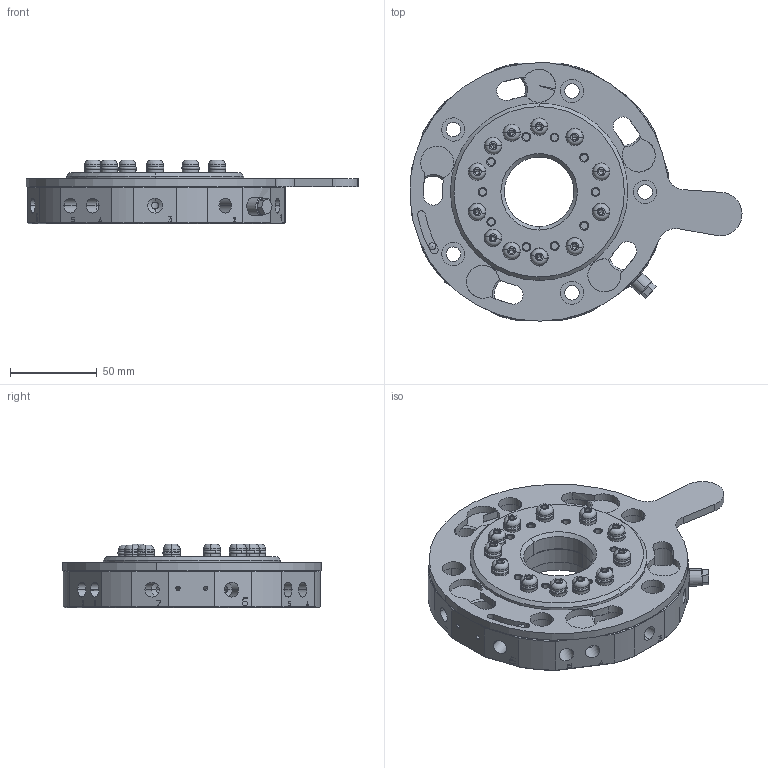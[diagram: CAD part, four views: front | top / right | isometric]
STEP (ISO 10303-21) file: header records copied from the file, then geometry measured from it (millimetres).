
FILE_DESCRIPTION (( 'STEP AP214' ), '1' );
FILE_NAME ('CA.01.01.013.STEP', '2016-06-28T07:53:01', ( '' ), ( '' ), 'SwSTEP 2.0', 'SolidWorks 2012', '' );
FILE_SCHEMA (( 'AUTOMOTIVE_DESIGN' ));
Length unit declared in the file: millimetre
Products named in the file (12): Parte1; 01.01.003.05; EL.GN.33131; ORM.0085.10; ORM.0070.15; 01.01.001.04_Cambio UT 90A_Innesto aria; 01.01.001.08_Cambio UT 90A_vite azzeramento gioco; V-tcei M  5 x 16; Parte4; Parte6; Spina UNI-EN 28734-4x20-A-st. (ex UNI 6364); CA.01.01.013
Assembly tree (53 placements, depth 2):
  CA.01.01.013
    Spina UNI-EN 28734-4x20-A-st. (ex UNI 6364)
    Parte6
    Parte4
    V-tcei M  5 x 16  x10
    01.01.001.08_Cambio UT 90A_vite azzeramento gioco
    01.01.001.04_Cambio UT 90A_Innesto aria  x12
    ORM.0070.15  x12
    ORM.0085.10  x12
    EL.GN.33131
    01.01.003.05
    Parte1
Bounding box: 190.98 x 148.6 x 36.65 mm (x, y, z)
Volume: 364949.4 mm3; surface area: 133280.4 mm2
Topology: 53 solids, 53 shells, 1430 faces, 3336 edges, 2081 vertices
Faces by surface type: cylinder 581, plane 493, cone 241, torus 112, sphere 3
Entity records: 29401 total; most frequent: CARTESIAN_POINT 6513, DIRECTION 4831, ORIENTED_EDGE 4452, EDGE_CURVE 2226, AXIS2_PLACEMENT_3D 1818, VERTEX_POINT 1406, LINE 1195, VECTOR 1195
